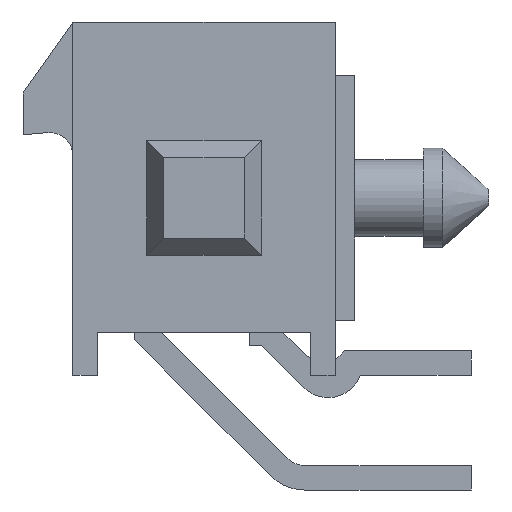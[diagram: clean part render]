
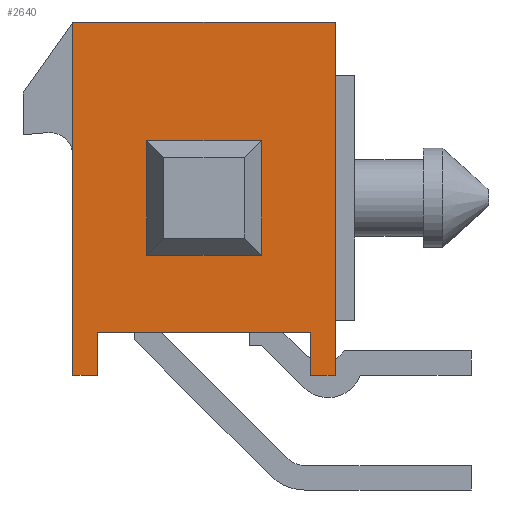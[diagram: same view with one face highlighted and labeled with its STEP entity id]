
A CAD part, left-side view. The second image highlights one B-rep face of the part: STEP entity #2640.
In plain terms, the highlighted planar face has unit normal (-1, 0, 0).
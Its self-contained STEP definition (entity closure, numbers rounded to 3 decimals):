
#84=DIRECTION('',(0.,1.,0.));
#85=VECTOR('',#84,6.86);
#86=CARTESIAN_POINT('',(-3.43,-3.43,0.));
#87=LINE('',#86,#85);
#180=DIRECTION('',(0.,0.,-1.));
#181=VECTOR('',#180,9.24);
#182=CARTESIAN_POINT('',(-3.43,3.43,0.));
#183=LINE('',#182,#181);
#270=DIRECTION('',(0.,0.,-1.));
#271=VECTOR('',#270,1.13);
#272=CARTESIAN_POINT('',(-3.43,2.79,-8.11));
#273=LINE('',#272,#271);
#274=DIRECTION('',(0.,0.,1.));
#275=VECTOR('',#274,2.);
#276=CARTESIAN_POINT('',(-3.43,1.,-5.6));
#277=LINE('',#276,#275);
#278=DIRECTION('',(0.,1.,0.));
#279=VECTOR('',#278,2.);
#280=CARTESIAN_POINT('',(-3.43,-1.,-5.6));
#281=LINE('',#280,#279);
#282=DIRECTION('',(0.,0.,-1.));
#283=VECTOR('',#282,2.);
#284=CARTESIAN_POINT('',(-3.43,-1.,-3.6));
#285=LINE('',#284,#283);
#286=DIRECTION('',(0.,-1.,0.));
#287=VECTOR('',#286,2.);
#288=CARTESIAN_POINT('',(-3.43,1.,-3.6));
#289=LINE('',#288,#287);
#354=DIRECTION('',(0.,0.,1.));
#355=VECTOR('',#354,9.24);
#356=CARTESIAN_POINT('',(-3.43,-3.43,-9.24));
#357=LINE('',#356,#355);
#658=DIRECTION('',(0.,1.,0.));
#659=VECTOR('',#658,0.64);
#660=CARTESIAN_POINT('',(-3.43,2.79,-9.24));
#661=LINE('',#660,#659);
#674=DIRECTION('',(0.,1.,0.));
#675=VECTOR('',#674,0.64);
#676=CARTESIAN_POINT('',(-3.43,-3.43,-9.24));
#677=LINE('',#676,#675);
#742=DIRECTION('',(0.,1.,0.));
#743=VECTOR('',#742,5.58);
#744=CARTESIAN_POINT('',(-3.43,-2.79,-8.11));
#745=LINE('',#744,#743);
#814=DIRECTION('',(0.,0.,-1.));
#815=VECTOR('',#814,1.13);
#816=CARTESIAN_POINT('',(-3.43,-2.79,-8.11));
#817=LINE('',#816,#815);
#1847=CARTESIAN_POINT('',(-3.43,-3.43,0.));
#1849=VERTEX_POINT('',#1847);
#1850=CARTESIAN_POINT('',(-3.43,3.43,0.));
#1851=VERTEX_POINT('',#1850);
#1994=CARTESIAN_POINT('',(-3.43,2.79,-9.24));
#1995=CARTESIAN_POINT('',(-3.43,3.43,-9.24));
#1996=VERTEX_POINT('',#1994);
#1997=VERTEX_POINT('',#1995);
#1998=CARTESIAN_POINT('',(-3.43,-3.43,-9.24));
#1999=CARTESIAN_POINT('',(-3.43,-2.79,-9.24));
#2000=VERTEX_POINT('',#1998);
#2001=VERTEX_POINT('',#1999);
#2002=CARTESIAN_POINT('',(-3.43,-2.79,-8.11));
#2003=CARTESIAN_POINT('',(-3.43,2.79,-8.11));
#2004=VERTEX_POINT('',#2002);
#2005=VERTEX_POINT('',#2003);
#2354=CARTESIAN_POINT('',(-3.43,1.,-5.6));
#2355=CARTESIAN_POINT('',(-3.43,1.,-3.6));
#2356=VERTEX_POINT('',#2354);
#2357=VERTEX_POINT('',#2355);
#2358=CARTESIAN_POINT('',(-3.43,-1.,-3.6));
#2359=VERTEX_POINT('',#2358);
#2360=CARTESIAN_POINT('',(-3.43,-1.,-5.6));
#2361=VERTEX_POINT('',#2360);
#2609=CARTESIAN_POINT('',(-3.43,-3.43,0.));
#2610=DIRECTION('',(-1.,0.,0.));
#2611=DIRECTION('',(0.,1.,0.));
#2612=AXIS2_PLACEMENT_3D('',#2609,#2610,#2611);
#2613=PLANE('',#2612);
#2615=ORIENTED_EDGE('',*,*,#2614,.F.);
#2617=ORIENTED_EDGE('',*,*,#2616,.T.);
#2619=ORIENTED_EDGE('',*,*,#2618,.F.);
#2621=ORIENTED_EDGE('',*,*,#2620,.T.);
#2623=ORIENTED_EDGE('',*,*,#2622,.T.);
#2625=ORIENTED_EDGE('',*,*,#2624,.T.);
#2626=ORIENTED_EDGE('',*,*,#2494,.F.);
#2627=ORIENTED_EDGE('',*,*,#2429,.F.);
#2628=EDGE_LOOP('',(#2615,#2617,#2619,#2621,#2623,#2625,#2626,#2627));
#2629=FACE_OUTER_BOUND('',#2628,.F.);
#2631=ORIENTED_EDGE('',*,*,#2630,.F.);
#2633=ORIENTED_EDGE('',*,*,#2632,.F.);
#2635=ORIENTED_EDGE('',*,*,#2634,.F.);
#2637=ORIENTED_EDGE('',*,*,#2636,.F.);
#2638=EDGE_LOOP('',(#2631,#2633,#2635,#2637));
#2639=FACE_BOUND('',#2638,.F.);
#2640=ADVANCED_FACE('',(#2629,#2639),#2613,.T.);
#2429=EDGE_CURVE('',#1849,#1851,#87,.T.);
#2494=EDGE_CURVE('',#1851,#1997,#183,.T.);
#2614=EDGE_CURVE('',#2000,#1849,#357,.T.);
#2616=EDGE_CURVE('',#2000,#2001,#677,.T.);
#2618=EDGE_CURVE('',#2004,#2001,#817,.T.);
#2620=EDGE_CURVE('',#2004,#2005,#745,.T.);
#2622=EDGE_CURVE('',#2005,#1996,#273,.T.);
#2624=EDGE_CURVE('',#1996,#1997,#661,.T.);
#2630=EDGE_CURVE('',#2356,#2357,#277,.T.);
#2632=EDGE_CURVE('',#2361,#2356,#281,.T.);
#2634=EDGE_CURVE('',#2359,#2361,#285,.T.);
#2636=EDGE_CURVE('',#2357,#2359,#289,.T.);
